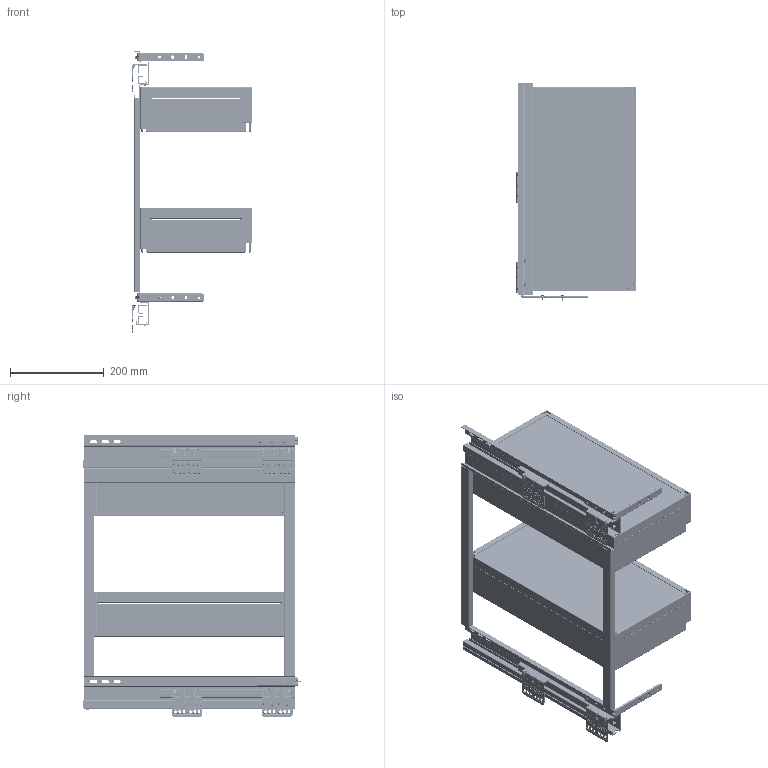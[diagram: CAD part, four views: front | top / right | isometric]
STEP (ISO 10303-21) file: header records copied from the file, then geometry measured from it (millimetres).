
FILE_DESCRIPTION((''),'2;1');
FILE_NAME('MX300-2R_ASM','2025-07-24T',('pc'),(''),'PRO/ENGINEER BY PARAMETRIC TECHNOLOGY CORPORATION, 2011310','PRO/ENGINEER BY PARAMETRIC TECHNOLOGY CORPORATION, 2011310','');
FILE_SCHEMA(('CONFIG_CONTROL_DESIGN'));
Products named in the file (24): KUANG-JIA-580-_4; M_-12MMPM____A___3; M_-7MMPM______A__3; MEN-KOU__1_ASM_3_ASM; LOUSI-4X14___3; LV--395__3; CE-GUA-HOU-YOU-ZHUAN-JIA-JIAN-_; CE-GUA-HOU-ZUO-ZHUAN-JIA-JIAN-_; LV---197_1; CE-GUA-QIAN-ZHUAN-JIAO-JIAN-_4; 150-BAN_417X219_1; 4X70X213_1; 4X70X412__3; GOU-2_X__3; PIAN-2_X__3; 300-LAN_ASM_2_ASM; 32___K___MIR_1; 32-1-_K___MIR_1; 32-2-_K___MIR_1; 32_-L_K___MIR_1; ASM0001_ASM_1_ASM; L-CHANG-GAN; 300-BO-LI-CE-ZHUANG-580-2-R_ASM_ASM; MX300-2R_ASM
Assembly tree (36 placements, depth 4):
  MX300-2R_ASM
    300-BO-LI-CE-ZHUANG-580-2-R_ASM_ASM
      KUANG-JIA-580-_4
      MEN-KOU__1_ASM_3_ASM  x2
        M_-12MMPM____A___3
        M_-7MMPM______A__3
      LOUSI-4X14___3  x2
      300-LAN_ASM_2_ASM  x2
        LV--395__3
        CE-GUA-HOU-YOU-ZHUAN-JIA-JIAN-_
        CE-GUA-HOU-ZUO-ZHUAN-JIA-JIAN-_
        LV---197_1
        CE-GUA-QIAN-ZHUAN-JIAO-JIAN-_4
        150-BAN_417X219_1
        4X70X213_1
        4X70X412__3
        GOU-2_X__3
        PIAN-2_X__3
      ASM0001_ASM_1_ASM  x2
        32___K___MIR_1
        32-1-_K___MIR_1
        32-2-_K___MIR_1
        32_-L_K___MIR_1
      L-CHANG-GAN  x2
Bounding box: 254 x 465.5 x 600 mm (x, y, z)
Volume: 2518375.5 mm3; surface area: 1823946.8 mm2
Topology: 53 solids, 53 shells, 6478 faces, 17576 edges, 11214 vertices
Faces by surface type: plane 2930, cylinder 2130, torus 462, cone 458, bspline 426, sphere 72
Entity records: 110069 total; most frequent: CARTESIAN_POINT 41467, ORIENTED_EDGE 14732, DIRECTION 13861, EDGE_CURVE 7366, AXIS2_PLACEMENT_3D 4856, VERTEX_POINT 4726, VECTOR 4149, LINE 4149
